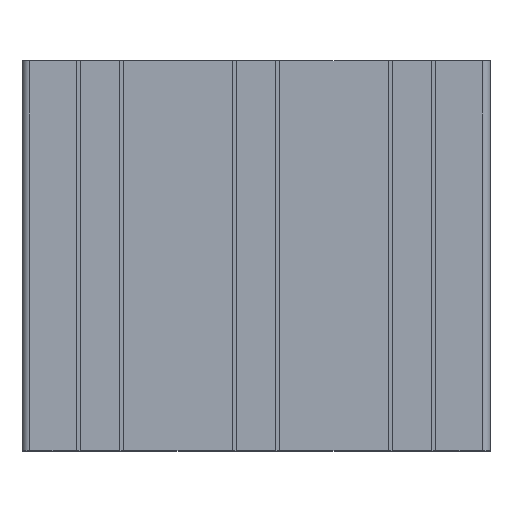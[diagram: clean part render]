
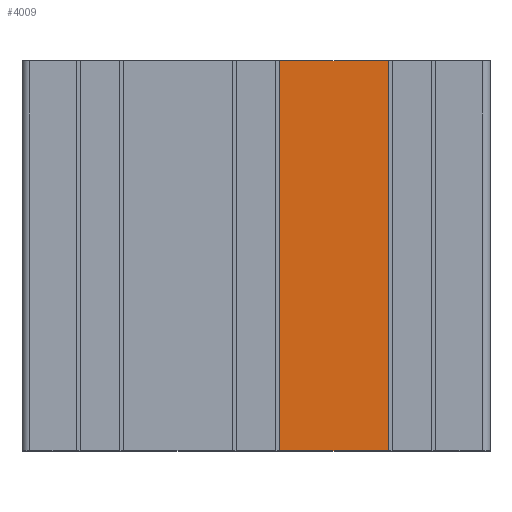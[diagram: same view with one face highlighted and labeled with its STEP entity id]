
A CAD part, top view. The second image highlights one B-rep face of the part: STEP entity #4009.
In plain terms, the highlighted planar face has unit normal (0, 0, 1).
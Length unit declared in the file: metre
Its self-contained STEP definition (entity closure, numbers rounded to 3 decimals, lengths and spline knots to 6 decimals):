
#360=FACE_OUTER_BOUND('',#561,.T.);
#561=EDGE_LOOP('',(#3027,#3028,#3029,#3030));
#930=LINE('',#6292,#1385);
#931=LINE('',#6295,#1386);
#932=LINE('',#6297,#1387);
#933=LINE('',#6298,#1388);
#1385=VECTOR('',#5112,0.1);
#1386=VECTOR('',#5115,0.0278);
#1387=VECTOR('',#5116,0.0278);
#1388=VECTOR('',#5117,0.1);
#1804=VERTEX_POINT('',#6288);
#1805=VERTEX_POINT('',#6290);
#1806=VERTEX_POINT('',#6294);
#1807=VERTEX_POINT('',#6296);
#2316=EDGE_CURVE('',#1805,#1804,#930,.T.);
#2317=EDGE_CURVE('',#1806,#1804,#931,.T.);
#2318=EDGE_CURVE('',#1807,#1805,#932,.T.);
#2319=EDGE_CURVE('',#1807,#1806,#933,.T.);
#3027=ORIENTED_EDGE('',*,*,#2317,.T.);
#3028=ORIENTED_EDGE('',*,*,#2316,.F.);
#3029=ORIENTED_EDGE('',*,*,#2318,.F.);
#3030=ORIENTED_EDGE('',*,*,#2319,.T.);
#3840=PLANE('',#4311);
#4009=ADVANCED_FACE('',(#360),#3840,.F.);
#4311=AXIS2_PLACEMENT_3D('',#6293,#5113,#5114);
#5112=DIRECTION('',(0.,-1.,0.));
#5113=DIRECTION('center_axis',(0.,0.,-1.));
#5114=DIRECTION('ref_axis',(-1.,0.,0.));
#5115=DIRECTION('',(1.,0.,0.));
#5116=DIRECTION('',(1.,0.,0.));
#5117=DIRECTION('',(0.,-1.,0.));
#6288=CARTESIAN_POINT('',(0.087265,0.019116,0.));
#6290=CARTESIAN_POINT('',(0.087265,0.119116,0.));
#6292=CARTESIAN_POINT('',(0.087265,0.119116,0.));
#6293=CARTESIAN_POINT('Origin',(0.087265,1.019116,0.));
#6294=CARTESIAN_POINT('',(0.059465,0.019116,0.));
#6295=CARTESIAN_POINT('',(0.059465,0.019116,0.));
#6296=CARTESIAN_POINT('',(0.059465,0.119116,0.));
#6297=CARTESIAN_POINT('',(0.059465,0.119116,0.));
#6298=CARTESIAN_POINT('',(0.059465,0.119116,0.));
